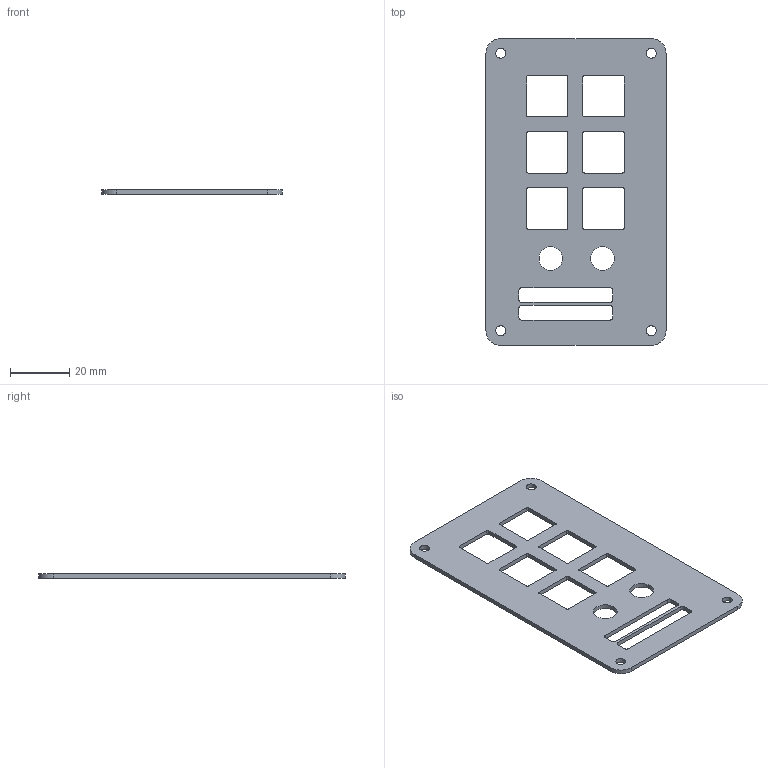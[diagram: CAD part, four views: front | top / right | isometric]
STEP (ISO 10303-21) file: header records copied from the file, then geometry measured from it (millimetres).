
FILE_DESCRIPTION(/* description */ (''),/* implementation_level */ '2;1');
FILE_NAME(/* name */ 'Top.step',/* time_stamp */ '2025-06-30T21:18:01+10:00',/* author */ (''),/* organization */ (''),/* preprocessor_version */ 'ST-DEVELOPER v20.1',/* originating_system */ 'Autodesk Translation Framework v14.10.0.0',/* authorisation */ '');
FILE_SCHEMA (('AUTOMOTIVE_DESIGN { 1 0 10303 214 3 1 1 }'));
Length unit declared in the file: millimetre
Products named in the file (1): Top
Bounding box: 61 x 104 x 1.5 mm (x, y, z)
Volume: 7036.5 mm3; surface area: 10762.4 mm2
Topology: 1 solids, 1 shells, 312 faces, 870 edges, 580 vertices
Faces by surface type: plane 175, bspline 95, cylinder 42
Full cylindrical faces by diameter (mm): 3.4 x4, 8 x2
Entity records: 10917 total; most frequent: CARTESIAN_POINT 3378, ORIENTED_EDGE 1740, DIRECTION 1200, EDGE_CURVE 870, LINE 596, VECTOR 596, VERTEX_POINT 580, EDGE_LOOP 360
